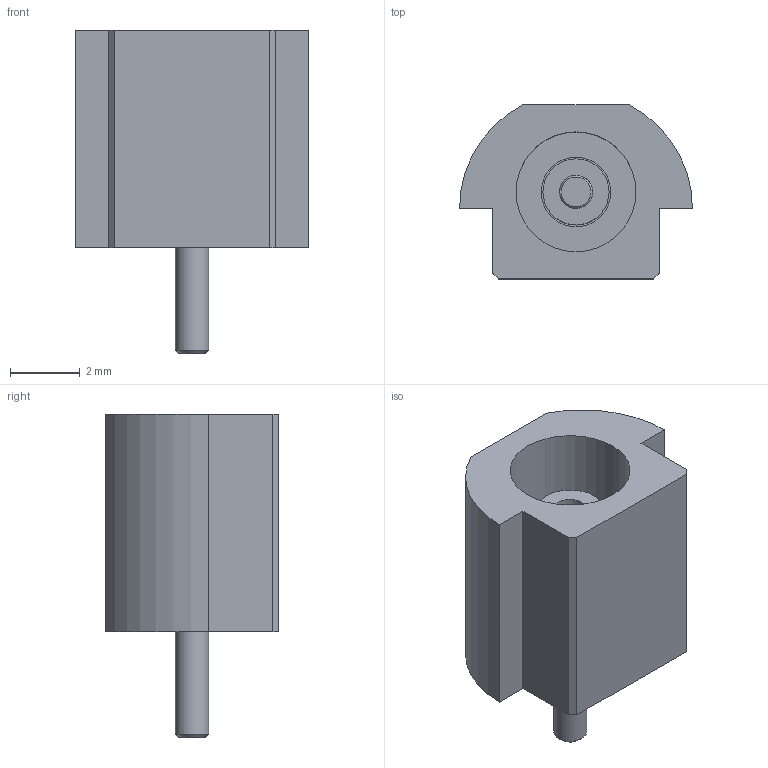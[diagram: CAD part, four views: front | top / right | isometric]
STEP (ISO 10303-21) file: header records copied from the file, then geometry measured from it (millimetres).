
FILE_DESCRIPTION(/* description */ ('Unknown'),/* implementation_level */ '2;1');
FILE_NAME(/* name */ '60612202111307',/* time_stamp */ '2019-02-28T12:02:44+01:00',/* author */ ('Unknown'),/* organization */ ('Unknown'),/* preprocessor_version */ 'ST-DEVELOPER v16.7',/* originating_system */ 'DEX',/* authorisation */ $);
FILE_SCHEMA (('AUTOMOTIVE_DESIGN {1 0 10303 214 3 1 1}'));
Length unit declared in the file: millimetre
Products named in the file (1): 60612202111307
Bounding box: 6.7 x 5 x 9.3 mm (x, y, z)
Volume: 134.7 mm3; surface area: 280.2 mm2
Topology: 1 solids, 1 shells, 39 faces, 85 edges, 57 vertices
Faces by surface type: plane 23, cylinder 13, cone 3
Full cylindrical faces by diameter (mm): 0.96 x2, 1.9 x1, 2 x1, 3.05 x1, 3.15 x1, 3.42 x1, 3.45 x1, 3.55 x1
Entity records: 1309 total; most frequent: DIRECTION 186, CARTESIAN_POINT 178, ORIENTED_EDGE 144, AXIS2_PLACEMENT_3D 78, EDGE_CURVE 72, EDGE_LOOP 58, FACE_BOUND 58, VERTEX_POINT 54
